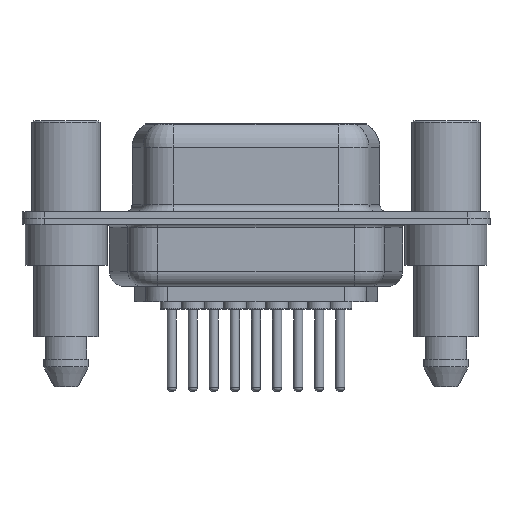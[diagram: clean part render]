
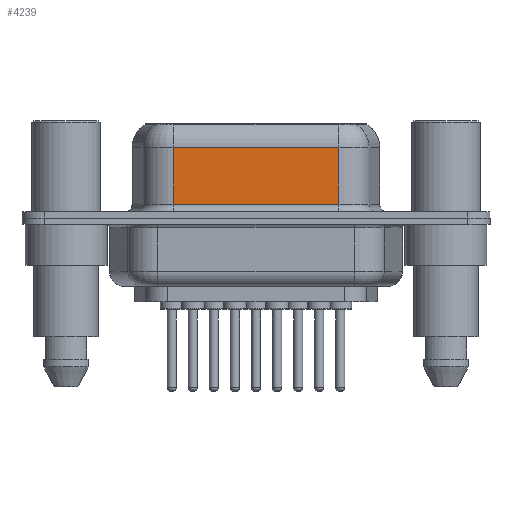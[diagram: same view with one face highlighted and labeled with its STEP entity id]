
A CAD part, front view. The second image highlights one B-rep face of the part: STEP entity #4239.
In plain terms, the highlighted planar face has unit normal (0, -1, 0).
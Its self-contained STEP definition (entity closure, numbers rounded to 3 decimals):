
#192 = VECTOR ( 'NONE', #13318, 1000. ) ;
#975 = ORIENTED_EDGE ( 'NONE', *, *, #10347, .T. ) ;
#1157 = VECTOR ( 'NONE', #11040, 1000. ) ;
#2573 = CARTESIAN_POINT ( 'NONE',  ( 7.038, -3.95, 4.65 ) ) ;
#3080 = VECTOR ( 'NONE', #14081, 1000. ) ;
#3257 = LINE ( 'NONE', #7822, #3080 ) ;
#3352 = DIRECTION ( 'NONE',  ( 0., 1., 0. ) ) ;
#3432 = CARTESIAN_POINT ( 'NONE',  ( 17.962, -3.95, 6.4 ) ) ;
#3587 = FACE_OUTER_BOUND ( 'NONE', #13899, .T. ) ;
#3749 = LINE ( 'NONE', #13239, #192 ) ;
#3803 = ORIENTED_EDGE ( 'NONE', *, *, #3914, .T. ) ;
#3914 = EDGE_CURVE ( 'NONE', #6570, #9315, #3749, .T. ) ;
#4239 = ADVANCED_FACE ( 'NONE', ( #3587 ), #15734, .F. ) ;
#4439 = LINE ( 'NONE', #10385, #9575 ) ;
#4601 = EDGE_CURVE ( 'NONE', #9027, #9315, #3257, .T. ) ;
#6137 = CARTESIAN_POINT ( 'NONE',  ( 17.962, -3.95, 4.65 ) ) ;
#6570 = VERTEX_POINT ( 'NONE', #13182 ) ;
#6638 = CARTESIAN_POINT ( 'NONE',  ( 17.962, -3.95, 0.9 ) ) ;
#7058 = ORIENTED_EDGE ( 'NONE', *, *, #10633, .T. ) ;
#7339 = CARTESIAN_POINT ( 'NONE',  ( 17.962, -3.95, 4.65 ) ) ;
#7822 = CARTESIAN_POINT ( 'NONE',  ( 17.962, -3.95, 6.4 ) ) ;
#8129 = DIRECTION ( 'NONE',  ( 0., 0., -1. ) ) ;
#8401 = DIRECTION ( 'NONE',  ( 0., 0., 1. ) ) ;
#9027 = VERTEX_POINT ( 'NONE', #7339 ) ;
#9315 = VERTEX_POINT ( 'NONE', #6638 ) ;
#9575 = VECTOR ( 'NONE', #8129, 1000. ) ;
#10347 = EDGE_CURVE ( 'NONE', #13644, #6570, #4439, .T. ) ;
#10385 = CARTESIAN_POINT ( 'NONE',  ( 7.038, -3.95, 6.4 ) ) ;
#10633 = EDGE_CURVE ( 'NONE', #9027, #13644, #12241, .T. ) ;
#11040 = DIRECTION ( 'NONE',  ( -1., 0., 0. ) ) ;
#12241 = LINE ( 'NONE', #6137, #1157 ) ;
#13182 = CARTESIAN_POINT ( 'NONE',  ( 7.038, -3.95, 0.9 ) ) ;
#13239 = CARTESIAN_POINT ( 'NONE',  ( 17.962, -3.95, 0.9 ) ) ;
#13318 = DIRECTION ( 'NONE',  ( 1., 0., 0. ) ) ;
#13644 = VERTEX_POINT ( 'NONE', #2573 ) ;
#13899 = EDGE_LOOP ( 'NONE', ( #13900, #7058, #975, #3803 ) ) ;
#13900 = ORIENTED_EDGE ( 'NONE', *, *, #4601, .F. ) ;
#14081 = DIRECTION ( 'NONE',  ( 0., 0., -1. ) ) ;
#15071 = AXIS2_PLACEMENT_3D ( 'NONE', #3432, #3352, #8401 ) ;
#15734 = PLANE ( 'NONE',  #15071 ) ;
